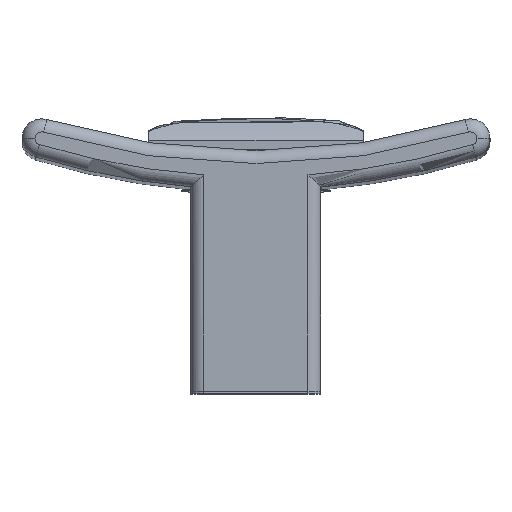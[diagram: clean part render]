
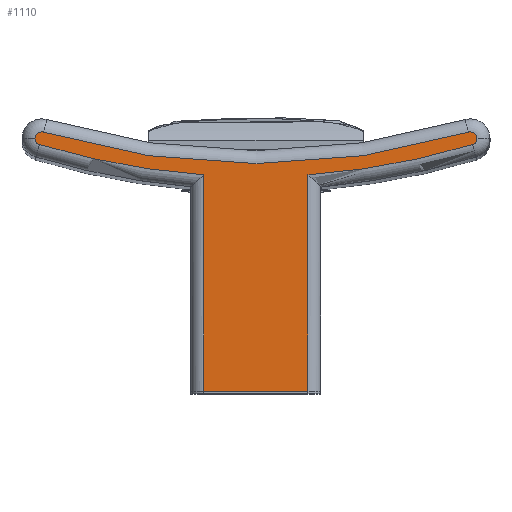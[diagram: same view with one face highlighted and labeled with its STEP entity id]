
A CAD part, top view. The second image highlights one B-rep face of the part: STEP entity #1110.
In plain terms, the highlighted planar face has unit normal (0, 0, 1).
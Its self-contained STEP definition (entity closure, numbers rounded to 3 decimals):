
#10=CARTESIAN_POINT('',(0.,0.,118.));
#20=DIRECTION('',(0.,0.,1.));
#30=DIRECTION('',(1.,0.,0.));
#40=AXIS2_PLACEMENT_3D('',#10,#20,#30);
#50=PLANE('',#40);
#60=CARTESIAN_POINT('',(-16.5,19.44,118.));
#70=DIRECTION('',(0.,0.,1.));
#80=DIRECTION('',(-1.,0.,0.));
#90=AXIS2_PLACEMENT_3D('',#60,#70,#80);
#100=CIRCLE('',#90,0.5);
#110=CARTESIAN_POINT('',(-16.355,19.919,118.));
#120=VERTEX_POINT('',#110);
#130=CARTESIAN_POINT('',(-17.,19.44,118.));
#140=VERTEX_POINT('',#130);
#150=EDGE_CURVE('',#120,#140,#100,.T.);
#160=ORIENTED_EDGE('',*,*,#150,.T.);
#170=CARTESIAN_POINT('',(0.,74.,118.));
#180=DIRECTION('',(0.,0.,1.));
#190=DIRECTION('',(1.,0.,0.));
#200=AXIS2_PLACEMENT_3D('',#170,#180,#190);
#210=CIRCLE('',#200,56.5);
#220=CARTESIAN_POINT('',(16.355,19.919,118.));
#230=VERTEX_POINT('',#220);
#240=EDGE_CURVE('',#120,#230,#210,.T.);
#250=ORIENTED_EDGE('',*,*,#240,.F.);
#260=CARTESIAN_POINT('',(16.5,19.44,118.));
#270=DIRECTION('',(0.,0.,1.));
#280=DIRECTION('',(-1.,0.,0.));
#290=AXIS2_PLACEMENT_3D('',#260,#270,#280);
#300=CIRCLE('',#290,0.5);
#310=CARTESIAN_POINT('',(17.,19.44,118.));
#320=VERTEX_POINT('',#310);
#330=EDGE_CURVE('',#320,#230,#300,.T.);
#340=ORIENTED_EDGE('',*,*,#330,.T.);
#350=CARTESIAN_POINT('',(17.,0.,118.));
#360=DIRECTION('',(0.,1.,0.));
#370=VECTOR('',#360,1.);
#380=LINE('',#350,#370);
#390=CARTESIAN_POINT('',(17.,19.44,118.));
#400=VERTEX_POINT('',#390);
#410=EDGE_CURVE('',#400,#320,#380,.T.);
#420=ORIENTED_EDGE('',*,*,#410,.T.);
#430=CARTESIAN_POINT('',(16.501,19.44,118.));
#440=DIRECTION('',(0.,0.,1.));
#450=DIRECTION('',(-1.,0.,0.));
#460=AXIS2_PLACEMENT_3D('',#430,#440,#450);
#470=CIRCLE('',#460,0.499);
#480=CARTESIAN_POINT('',(16.645,18.962,118.));
#490=VERTEX_POINT('',#480);
#500=EDGE_CURVE('',#490,#400,#470,.T.);
#510=ORIENTED_EDGE('',*,*,#500,.T.);
#520=CARTESIAN_POINT('',(0.,74.,118.));
#530=DIRECTION('',(0.,0.,1.));
#540=DIRECTION('',(1.,0.,0.));
#550=AXIS2_PLACEMENT_3D('',#520,#530,#540);
#560=CIRCLE('',#550,57.5);
#570=CARTESIAN_POINT('',(4.,16.639,118.));
#580=VERTEX_POINT('',#570);
#590=EDGE_CURVE('',#580,#490,#560,.T.);
#600=ORIENTED_EDGE('',*,*,#590,.T.);
#610=CARTESIAN_POINT('',(4.,0.,118.));
#620=DIRECTION('',(0.,1.,0.));
#630=VECTOR('',#620,1.);
#640=LINE('',#610,#630);
#650=CARTESIAN_POINT('',(4.,0.,118.));
#660=VERTEX_POINT('',#650);
#670=EDGE_CURVE('',#660,#580,#640,.T.);
#680=ORIENTED_EDGE('',*,*,#670,.T.);
#690=CARTESIAN_POINT('',(-5.,0.,118.));
#700=DIRECTION('',(1.,0.,0.));
#710=VECTOR('',#700,1.);
#720=LINE('',#690,#710);
#730=CARTESIAN_POINT('',(-4.,0.,118.));
#740=VERTEX_POINT('',#730);
#750=EDGE_CURVE('',#740,#660,#720,.T.);
#760=ORIENTED_EDGE('',*,*,#750,.T.);
#770=CARTESIAN_POINT('',(-4.,0.,118.));
#780=DIRECTION('',(0.,1.,0.));
#790=VECTOR('',#780,1.);
#800=LINE('',#770,#790);
#810=CARTESIAN_POINT('',(-4.,16.639,118.));
#820=VERTEX_POINT('',#810);
#830=EDGE_CURVE('',#740,#820,#800,.T.);
#840=ORIENTED_EDGE('',*,*,#830,.F.);
#850=CARTESIAN_POINT('',(0.,74.,118.));
#860=DIRECTION('',(0.,0.,1.));
#870=DIRECTION('',(1.,0.,0.));
#880=AXIS2_PLACEMENT_3D('',#850,#860,#870);
#890=CIRCLE('',#880,57.5);
#900=CARTESIAN_POINT('',(-16.645,18.962,118.));
#910=VERTEX_POINT('',#900);
#920=EDGE_CURVE('',#910,#820,#890,.T.);
#930=ORIENTED_EDGE('',*,*,#920,.T.);
#940=CARTESIAN_POINT('',(-16.501,19.44,118.));
#950=DIRECTION('',(0.,0.,1.));
#960=DIRECTION('',(-1.,0.,0.));
#970=AXIS2_PLACEMENT_3D('',#940,#950,#960);
#980=CIRCLE('',#970,0.499);
#990=CARTESIAN_POINT('',(-17.,19.44,118.));
#1000=VERTEX_POINT('',#990);
#1010=EDGE_CURVE('',#1000,#910,#980,.T.);
#1020=ORIENTED_EDGE('',*,*,#1010,.T.);
#1030=CARTESIAN_POINT('',(-17.,0.,118.));
#1040=DIRECTION('',(0.,-1.,0.));
#1050=VECTOR('',#1040,1.);
#1060=LINE('',#1030,#1050);
#1070=EDGE_CURVE('',#140,#1000,#1060,.T.);
#1080=ORIENTED_EDGE('',*,*,#1070,.T.);
#1090=EDGE_LOOP('',(#1080,#1020,#930,#840,#760,#680,#600,#510,#420,#340,
#250,#160));
#1100=FACE_OUTER_BOUND('',#1090,.T.);
#1110=ADVANCED_FACE('',(#1100),#50,.T.);
